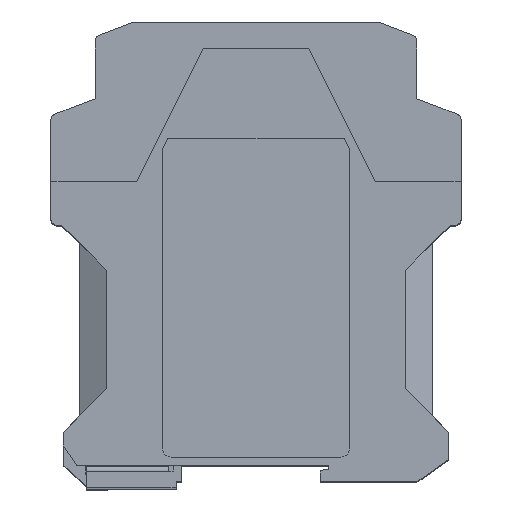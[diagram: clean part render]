
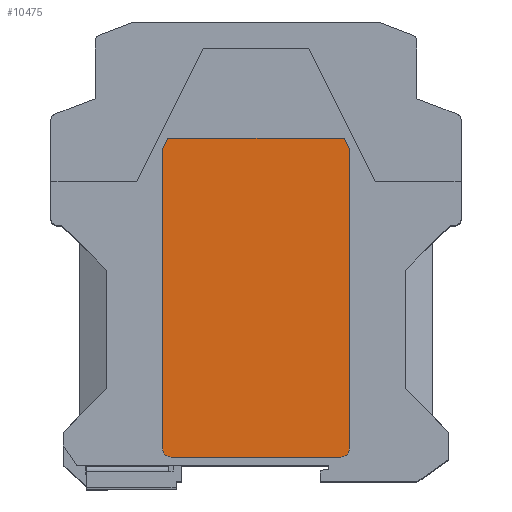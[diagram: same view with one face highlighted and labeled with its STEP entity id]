
A CAD part, top view. The second image highlights one B-rep face of the part: STEP entity #10475.
In plain terms, the highlighted planar face has unit normal (0, 0, 1).
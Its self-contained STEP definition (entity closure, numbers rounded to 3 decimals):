
#7802=DIRECTION('',(-1.,0.,0.));
#7803=VECTOR('',#7802,41.);
#7804=CARTESIAN_POINT('',(20.5,9.5,
-0.15));
#7805=LINE('',#7804,#7803);
#7809=CARTESIAN_POINT('',(-20.5,11.5,-0.15));
#7810=DIRECTION('',(0.,0.,-1.));
#7811=DIRECTION('',(0.,-1.,0.));
#7812=AXIS2_PLACEMENT_3D('',#7809,#7810,#7811);
#7817=DIRECTION('',(0.,1.,0.));
#7818=VECTOR('',#7817,72.556);
#7819=CARTESIAN_POINT('',(-22.5,11.5,
-0.15));
#7820=LINE('',#7819,#7818);
#7824=DIRECTION('',(0.446,0.895,0.));
#7825=VECTOR('',#7824,2.731);
#7826=CARTESIAN_POINT('',(-22.5,84.056,
-0.15));
#7827=LINE('',#7826,#7825);
#7831=DIRECTION('',(1.,0.,0.));
#7832=VECTOR('',#7831,42.563);
#7833=CARTESIAN_POINT('',(-21.282,86.5,-0.15));
#7834=LINE('',#7833,#7832);
#7838=DIRECTION('',(0.446,-0.895,0.));
#7839=VECTOR('',#7838,2.731);
#7840=CARTESIAN_POINT('',(21.282,86.5,-0.15));
#7841=LINE('',#7840,#7839);
#7845=DIRECTION('',(0.,-1.,0.));
#7846=VECTOR('',#7845,72.556);
#7847=CARTESIAN_POINT('',(22.5,84.056,
-0.15));
#7848=LINE('',#7847,#7846);
#7852=CARTESIAN_POINT('',(20.5,11.5,-0.15));
#7853=DIRECTION('',(0.,0.,-1.));
#7854=DIRECTION('',(1.,0.,0.));
#7855=AXIS2_PLACEMENT_3D('',#7852,#7853,#7854);
#9734=CARTESIAN_POINT('',(-20.5,9.5,-0.15));
#9735=VERTEX_POINT('',#9734);
#9736=CARTESIAN_POINT('',(20.5,9.5,
-0.15));
#9737=VERTEX_POINT('',#9736);
#9738=CARTESIAN_POINT('',(-22.5,11.5,
-0.15));
#9739=VERTEX_POINT('',#9738);
#9740=CARTESIAN_POINT('',(-22.5,84.056,
-0.15));
#9741=VERTEX_POINT('',#9740);
#9742=CARTESIAN_POINT('',(-21.282,86.5,-0.15));
#9743=VERTEX_POINT('',#9742);
#9744=CARTESIAN_POINT('',(21.282,86.5,-0.15));
#9745=VERTEX_POINT('',#9744);
#9746=CARTESIAN_POINT('',(22.5,84.056,
-0.15));
#9747=VERTEX_POINT('',#9746);
#9748=CARTESIAN_POINT('',(22.5,11.5,-0.15));
#9749=VERTEX_POINT('',#9748);
#10460=CARTESIAN_POINT('',(37.2,76.,-0.15));
#10461=DIRECTION('',(0.,0.,1.));
#10462=DIRECTION('',(1.,0.,0.));
#10463=AXIS2_PLACEMENT_3D('',#10460,#10461,#10462);
#10464=PLANE('',#10463);
#10465=ORIENTED_EDGE('',*,*,#10356,.T.);
#10466=ORIENTED_EDGE('',*,*,#10371,.T.);
#10467=ORIENTED_EDGE('',*,*,#10385,.T.);
#10468=ORIENTED_EDGE('',*,*,#10399,.T.);
#10469=ORIENTED_EDGE('',*,*,#10413,.T.);
#10470=ORIENTED_EDGE('',*,*,#10427,.T.);
#10471=ORIENTED_EDGE('',*,*,#10441,.T.);
#10472=ORIENTED_EDGE('',*,*,#10454,.T.);
#10473=EDGE_LOOP('',(#10465,#10466,#10467,#10468,#10469,#10470,#10471,#10472));
#10474=FACE_OUTER_BOUND('',#10473,.F.);
#10475=ADVANCED_FACE('',(#10474),#10464,.T.);
#7813=CIRCLE('',#7812,2.);
#7856=CIRCLE('',#7855,2.);
#10356=EDGE_CURVE('',#9737,#9735,#7805,.T.);
#10371=EDGE_CURVE('',#9735,#9739,#7813,.T.);
#10385=EDGE_CURVE('',#9739,#9741,#7820,.T.);
#10399=EDGE_CURVE('',#9741,#9743,#7827,.T.);
#10413=EDGE_CURVE('',#9743,#9745,#7834,.T.);
#10427=EDGE_CURVE('',#9745,#9747,#7841,.T.);
#10441=EDGE_CURVE('',#9747,#9749,#7848,.T.);
#10454=EDGE_CURVE('',#9749,#9737,#7856,.T.);
